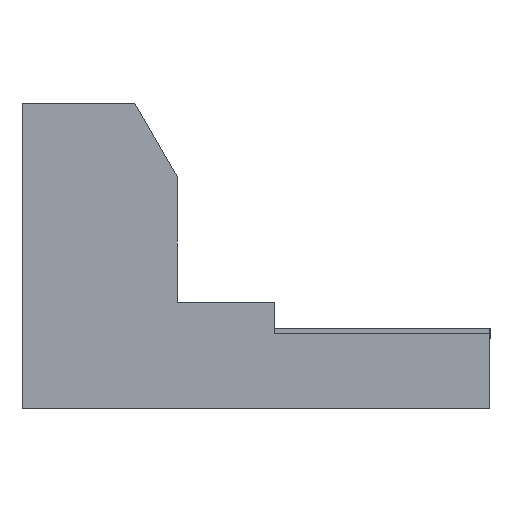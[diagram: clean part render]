
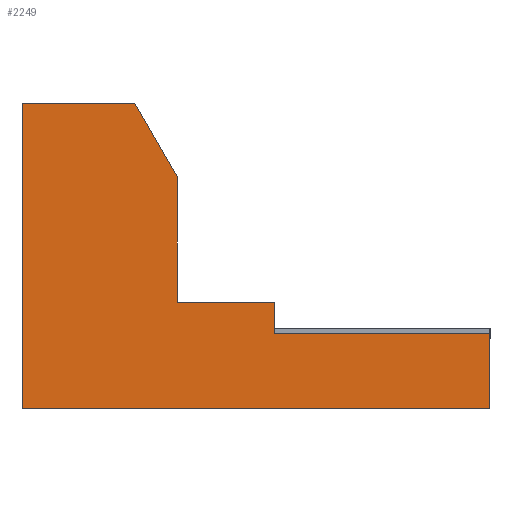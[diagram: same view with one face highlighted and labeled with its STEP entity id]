
A CAD part, left-side view. The second image highlights one B-rep face of the part: STEP entity #2249.
In plain terms, the highlighted planar face has unit normal (-1, 0, 0).
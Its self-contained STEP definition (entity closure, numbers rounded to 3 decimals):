
#2197=AXIS2_PLACEMENT_3D('Plane Axis2P3D',#2194,#2195,#2196) ;
#1135=CARTESIAN_POINT('Vertex',(0.,9.35,0.)) ;
#1149=CARTESIAN_POINT('Vertex',(0.,0.05,0.)) ;
#1152=CARTESIAN_POINT('Line Origine',(0.,4.7,0.)) ;
#1394=CARTESIAN_POINT('Line Origine',(0.,9.35,3.05)) ;
#1398=CARTESIAN_POINT('Vertex',(0.,9.35,6.1)) ;
#1800=CARTESIAN_POINT('Vertex',(0.,6.25,2.125)) ;
#1805=CARTESIAN_POINT('Line Origine',(0.,5.275,2.125)) ;
#1809=CARTESIAN_POINT('Vertex',(0.,4.3,2.125)) ;
#1907=CARTESIAN_POINT('Line Origine',(0.,4.3,1.813)) ;
#1911=CARTESIAN_POINT('Vertex',(0.,4.3,1.5)) ;
#2194=CARTESIAN_POINT('Axis2P3D Location',(0.,9.35,0.)) ;
#2199=CARTESIAN_POINT('Line Origine',(0.,2.15,1.5)) ;
#2203=CARTESIAN_POINT('Vertex',(0.,0.,1.5)) ;
#2206=CARTESIAN_POINT('Line Origine',(0.,6.25,3.38)) ;
#2210=CARTESIAN_POINT('Vertex',(0.,6.25,4.635)) ;
#2213=CARTESIAN_POINT('Line Origine',(0.,6.673,5.368)) ;
#2217=CARTESIAN_POINT('Vertex',(0.,7.096,6.1)) ;
#2220=CARTESIAN_POINT('Line Origine',(0.,8.223,6.1)) ;
#2225=CARTESIAN_POINT('Line Origine',(0.,0.025,0.)) ;
#2229=CARTESIAN_POINT('Vertex',(0.,0.,0.)) ;
#2232=CARTESIAN_POINT('Line Origine',(0.,0.,0.75)) ;
#1153=DIRECTION('Vector Direction',(0.,-1.,0.)) ;
#1395=DIRECTION('Vector Direction',(0.,0.,1.)) ;
#1806=DIRECTION('Vector Direction',(0.,-1.,0.)) ;
#1908=DIRECTION('Vector Direction',(0.,0.,1.)) ;
#2195=DIRECTION('Axis2P3D Direction',(1.,0.,0.)) ;
#2196=DIRECTION('Axis2P3D XDirection',(0.,1.,0.)) ;
#2200=DIRECTION('Vector Direction',(0.,-1.,0.)) ;
#2207=DIRECTION('Vector Direction',(0.,0.,1.)) ;
#2214=DIRECTION('Vector Direction',(0.,-0.5,-0.866)) ;
#2221=DIRECTION('Vector Direction',(0.,-1.,0.)) ;
#2226=DIRECTION('Vector Direction',(0.,-1.,0.)) ;
#2233=DIRECTION('Vector Direction',(0.,0.,1.)) ;
#1154=VECTOR('Line Direction',#1153,1.) ;
#1396=VECTOR('Line Direction',#1395,1.) ;
#1807=VECTOR('Line Direction',#1806,1.) ;
#1909=VECTOR('Line Direction',#1908,1.) ;
#2201=VECTOR('Line Direction',#2200,1.) ;
#2208=VECTOR('Line Direction',#2207,1.) ;
#2215=VECTOR('Line Direction',#2214,1.) ;
#2222=VECTOR('Line Direction',#2221,1.) ;
#2227=VECTOR('Line Direction',#2226,1.) ;
#2234=VECTOR('Line Direction',#2233,1.) ;
#2238=ORIENTED_EDGE('',*,*,#2205,.F.) ;
#2239=ORIENTED_EDGE('',*,*,#1913,.F.) ;
#2240=ORIENTED_EDGE('',*,*,#1811,.F.) ;
#2241=ORIENTED_EDGE('',*,*,#2212,.F.) ;
#2242=ORIENTED_EDGE('',*,*,#2219,.F.) ;
#2243=ORIENTED_EDGE('',*,*,#2224,.F.) ;
#2244=ORIENTED_EDGE('',*,*,#1400,.F.) ;
#2245=ORIENTED_EDGE('',*,*,#1156,.T.) ;
#2246=ORIENTED_EDGE('',*,*,#2231,.T.) ;
#2247=ORIENTED_EDGE('',*,*,#2236,.F.) ;
#2249=ADVANCED_FACE('ISTE WKS1/4.1\\Isolierteil',(#2248),#2198,.F.) ;
#1156=EDGE_CURVE('',#1136,#1150,#1155,.T.) ;
#1400=EDGE_CURVE('',#1136,#1399,#1397,.T.) ;
#1811=EDGE_CURVE('',#1801,#1810,#1808,.T.) ;
#1913=EDGE_CURVE('',#1810,#1912,#1910,.F.) ;
#2205=EDGE_CURVE('',#1912,#2204,#2202,.T.) ;
#2212=EDGE_CURVE('',#2211,#1801,#2209,.F.) ;
#2219=EDGE_CURVE('',#2218,#2211,#2216,.T.) ;
#2224=EDGE_CURVE('',#1399,#2218,#2223,.T.) ;
#2231=EDGE_CURVE('',#1150,#2230,#2228,.T.) ;
#2236=EDGE_CURVE('',#2204,#2230,#2235,.F.) ;
#2237=EDGE_LOOP('',(#2238,#2239,#2240,#2241,#2242,#2243,#2244,#2245,#2246,#2247)) ;
#2248=FACE_OUTER_BOUND('',#2237,.T.) ;
#1155=LINE('Line',#1152,#1154) ;
#1397=LINE('Line',#1394,#1396) ;
#1808=LINE('Line',#1805,#1807) ;
#1910=LINE('Line',#1907,#1909) ;
#2202=LINE('Line',#2199,#2201) ;
#2209=LINE('Line',#2206,#2208) ;
#2216=LINE('Line',#2213,#2215) ;
#2223=LINE('Line',#2220,#2222) ;
#2228=LINE('Line',#2225,#2227) ;
#2235=LINE('Line',#2232,#2234) ;
#2198=PLANE('',#2197) ;
#1136=VERTEX_POINT('',#1135) ;
#1150=VERTEX_POINT('',#1149) ;
#1399=VERTEX_POINT('',#1398) ;
#1801=VERTEX_POINT('',#1800) ;
#1810=VERTEX_POINT('',#1809) ;
#1912=VERTEX_POINT('',#1911) ;
#2204=VERTEX_POINT('',#2203) ;
#2211=VERTEX_POINT('',#2210) ;
#2218=VERTEX_POINT('',#2217) ;
#2230=VERTEX_POINT('',#2229) ;
